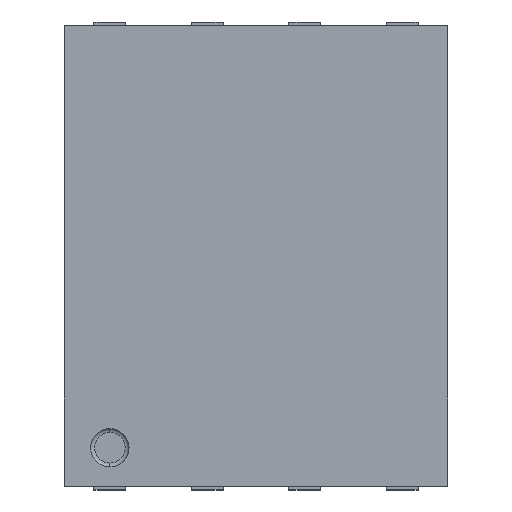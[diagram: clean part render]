
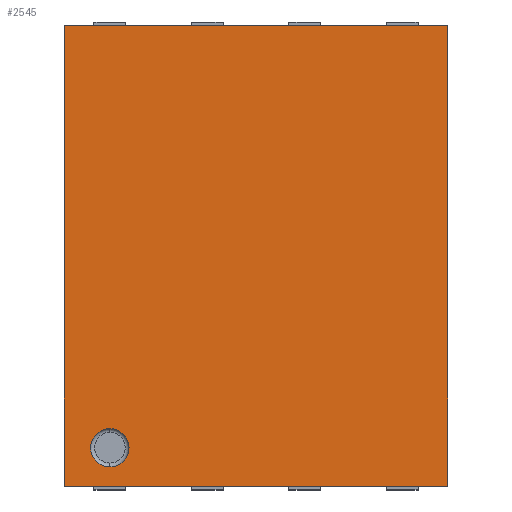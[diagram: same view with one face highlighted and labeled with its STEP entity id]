
A CAD part, top view. The second image highlights one B-rep face of the part: STEP entity #2545.
In plain terms, the highlighted planar face has unit normal (0, 0, 1).
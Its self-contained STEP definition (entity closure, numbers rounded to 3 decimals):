
#2367 = CARTESIAN_POINT ( 'NONE',  ( -1.905, -2.25, 0.8 ) ) ;
#2368 = VERTEX_POINT ( 'NONE', #2367 ) ;
#2376 = CARTESIAN_POINT ( 'NONE',  ( -1.905, -2.75, 0.8 ) ) ;
#2377 = VERTEX_POINT ( 'NONE', #2376 ) ;
#2378 = CARTESIAN_POINT ( 'NONE',  ( -1.905, -2.5, 0.8 ) ) ;
#2379 = DIRECTION ( 'NONE',  ( 0., 0., 1. ) ) ;
#2380 = DIRECTION ( 'NONE',  ( 0., -1., 0. ) ) ;
#2381 = AXIS2_PLACEMENT_3D ( 'NONE', #2378, #2379, #2380 ) ;
#2382 = CIRCLE ( 'NONE', #2381, 0.25) ;
#2383 = EDGE_CURVE ( 'NONE', #2368, #2377, #2382, .T. ) ;
#2410 = CARTESIAN_POINT ( 'NONE',  ( -2.5, -3., 0.8 ) ) ;
#2411 = VERTEX_POINT ( 'NONE', #2410 ) ;
#2418 = CARTESIAN_POINT ( 'NONE',  ( -2.5, 3., 0.8 ) ) ;
#2419 = VERTEX_POINT ( 'NONE', #2418 ) ;
#2420 = CARTESIAN_POINT ( 'NONE',  ( -2.5, -3., 0.8 ) ) ;
#2421 = DIRECTION ( 'NONE',  ( 0., -1., 0. ) ) ;
#2422 = VECTOR ( 'NONE', #2421, 1000. ) ;
#2423 = LINE ( 'NONE', #2420, #2422 ) ;
#2424 = EDGE_CURVE ( 'NONE', #2419, #2411, #2423, .T. ) ;
#2448 = CARTESIAN_POINT ( 'NONE',  ( 2.5, -3., 0.8 ) ) ;
#2449 = VERTEX_POINT ( 'NONE', #2448 ) ;
#2456 = CARTESIAN_POINT ( 'NONE',  ( 2.5, -3., 0.8 ) ) ;
#2457 = DIRECTION ( 'NONE',  ( 1., 0., 0. ) ) ;
#2458 = VECTOR ( 'NONE', #2457, 1000. ) ;
#2459 = LINE ( 'NONE', #2456, #2458 ) ;
#2460 = EDGE_CURVE ( 'NONE', #2411, #2449, #2459, .T. ) ;
#2479 = CARTESIAN_POINT ( 'NONE',  ( 2.5, 3., 0.8 ) ) ;
#2480 = VERTEX_POINT ( 'NONE', #2479 ) ;
#2487 = CARTESIAN_POINT ( 'NONE',  ( 2.5, -3., 0.8 ) ) ;
#2488 = DIRECTION ( 'NONE',  ( 0., 1., 0. ) ) ;
#2489 = VECTOR ( 'NONE', #2488, 1000. ) ;
#2490 = LINE ( 'NONE', #2487, #2489 ) ;
#2491 = EDGE_CURVE ( 'NONE', #2449, #2480, #2490, .T. ) ;
#2509 = CARTESIAN_POINT ( 'NONE',  ( 2.5, 3., 0.8 ) ) ;
#2510 = DIRECTION ( 'NONE',  ( -1., 0., 0. ) ) ;
#2511 = VECTOR ( 'NONE', #2510, 1000. ) ;
#2512 = LINE ( 'NONE', #2509, #2511 ) ;
#2513 = EDGE_CURVE ( 'NONE', #2480, #2419, #2512, .T. ) ;
#2524 = CARTESIAN_POINT ( 'NONE',  ( -1.905, -2.5, 0.8 ) ) ;
#2525 = DIRECTION ( 'NONE',  ( 0., 0., 1. ) ) ;
#2526 = DIRECTION ( 'NONE',  ( 0., -1., 0. ) ) ;
#2527 = AXIS2_PLACEMENT_3D ( 'NONE', #2524, #2525, #2526 ) ;
#2528 = CIRCLE ( 'NONE', #2527, 0.25) ;
#2529 = EDGE_CURVE ( 'NONE', #2377, #2368, #2528, .T. ) ;
#2530 = ORIENTED_EDGE ( 'NONE', *, *, #2529, .F. ) ;
#2531 = ORIENTED_EDGE ( 'NONE', *, *, #2383, .F. ) ;
#2532 = EDGE_LOOP ( 'NONE', ( #2530, #2531 ) ) ;
#2533 = FACE_BOUND ( 'NONE', #2532, .T. ) ;
#2534 = ORIENTED_EDGE ( 'NONE', *, *, #2424, .T. ) ;
#2535 = ORIENTED_EDGE ( 'NONE', *, *, #2460, .T. ) ;
#2536 = ORIENTED_EDGE ( 'NONE', *, *, #2491, .T. ) ;
#2537 = ORIENTED_EDGE ( 'NONE', *, *, #2513, .T. ) ;
#2538 = EDGE_LOOP ( 'NONE', ( #2534, #2535, #2536, #2537 ) ) ;
#2539 = FACE_OUTER_BOUND ( 'NONE', #2538, .T. ) ;
#2540 = CARTESIAN_POINT ( 'NONE',  ( 0., 0., 0.8 ) ) ;
#2541 = DIRECTION ( 'NONE',  ( 0., 0., 1. ) ) ;
#2542 = DIRECTION ( 'NONE',  ( 0., -1., 0. ) ) ;
#2543 = AXIS2_PLACEMENT_3D ( 'NONE', #2540, #2541, #2542 ) ;
#2544 = PLANE ( 'NONE', #2543 ) ;
#2545 = ADVANCED_FACE ( 'NONE', ( #2533, #2539 ), #2544, .T. ) ;
